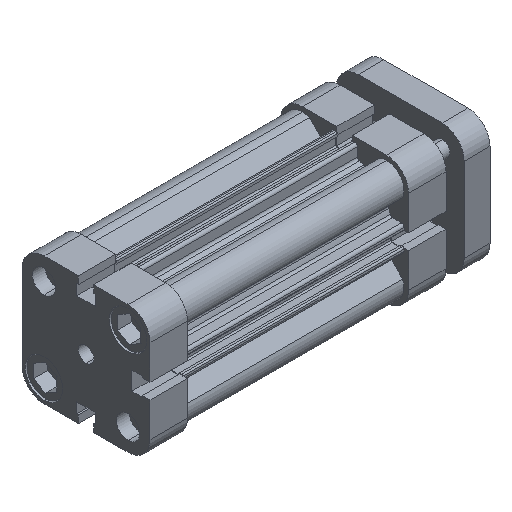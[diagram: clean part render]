
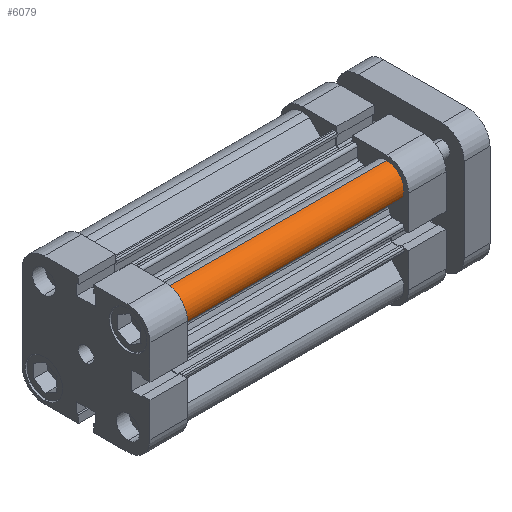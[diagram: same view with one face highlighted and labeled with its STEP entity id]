
A CAD part, isometric view. The second image highlights one B-rep face of the part: STEP entity #6079.
In plain terms, the highlighted cylindrical face has radius 6.75 mm (diameter 13.5 mm), a partial arc.
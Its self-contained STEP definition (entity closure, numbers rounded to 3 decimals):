
#1278 = EDGE_LOOP ( 'NONE', ( #9604, #9603, #9602, #9601 ) ) ;
#2731 = DIRECTION ( 'NONE',  ( -1., 0., 0. ) ) ;
#2732 = DIRECTION ( 'NONE',  ( 0., 0., -1. ) ) ;
#2733 = CARTESIAN_POINT ( 'NONE',  ( -16.25, -16.25, 85.5 ) ) ;
#2770 = CARTESIAN_POINT ( 'NONE',  ( -13.633, -22.472, 0. ) ) ;
#2838 = CARTESIAN_POINT ( 'NONE',  ( -13.633, -22.472, 85.5 ) ) ;
#2848 = CARTESIAN_POINT ( 'NONE',  ( -23., -16.25, 85.5 ) ) ;
#2886 = CARTESIAN_POINT ( 'NONE',  ( -23., -16.25, 0. ) ) ;
#4243 = CARTESIAN_POINT ( 'NONE',  ( -16.25, -16.25, 85.5 ) ) ;
#4263 = DIRECTION ( 'NONE',  ( 0., 0., 1. ) ) ;
#4264 = DIRECTION ( 'NONE',  ( -1., 0., 0. ) ) ;
#4265 = CARTESIAN_POINT ( 'NONE',  ( -13.633, -22.472, 85.5 ) ) ;
#4266 = DIRECTION ( 'NONE',  ( 0., 0., -1. ) ) ;
#4327 = CARTESIAN_POINT ( 'NONE',  ( -16.25, -16.25, 0. ) ) ;
#4336 = DIRECTION ( 'NONE',  ( 0., 0., 1. ) ) ;
#4337 = DIRECTION ( 'NONE',  ( -1., 0., 0. ) ) ;
#4362 = CARTESIAN_POINT ( 'NONE',  ( -23., -16.25, 85.5 ) ) ;
#4363 = DIRECTION ( 'NONE',  ( 0., 0., -1. ) ) ;
#4655 = LINE ( 'NONE', #4265, #4669 ) ;
#4669 = VECTOR ( 'NONE', #4266, 1000. ) ;
#4673 = CIRCLE ( 'NONE', #8453, 6.75 ) ;
#4712 = CIRCLE ( 'NONE', #8469, 6.75 ) ;
#4723 = LINE ( 'NONE', #4362, #4724 ) ;
#4724 = VECTOR ( 'NONE', #4363, 1000. ) ;
#6079 = ADVANCED_FACE ( 'NONE', ( #10682 ), #10685, .T. ) ;
#6123 = VERTEX_POINT ( 'NONE', #2770 ) ;
#6192 = VERTEX_POINT ( 'NONE', #2838 ) ;
#6202 = VERTEX_POINT ( 'NONE', #2848 ) ;
#6240 = VERTEX_POINT ( 'NONE', #2886 ) ;
#7940 = EDGE_CURVE ( 'NONE', #6202, #6192, #4673, .T. ) ;
#7941 = EDGE_CURVE ( 'NONE', #6192, #6123, #4655, .T. ) ;
#7968 = EDGE_CURVE ( 'NONE', #6240, #6123, #4712, .T. ) ;
#7978 = EDGE_CURVE ( 'NONE', #6202, #6240, #4723, .T. ) ;
#8329 = AXIS2_PLACEMENT_3D ( 'NONE', #2733, #2732, #2731 ) ;
#8453 = AXIS2_PLACEMENT_3D ( 'NONE', #4243, #4263, #4264 ) ;
#8469 = AXIS2_PLACEMENT_3D ( 'NONE', #4327, #4336, #4337 ) ;
#9601 = ORIENTED_EDGE ( 'NONE', *, *, #7941, .F. ) ;
#9602 = ORIENTED_EDGE ( 'NONE', *, *, #7968, .T. ) ;
#9603 = ORIENTED_EDGE ( 'NONE', *, *, #7978, .T. ) ;
#9604 = ORIENTED_EDGE ( 'NONE', *, *, #7940, .F. ) ;
#10682 = FACE_OUTER_BOUND ( 'NONE', #1278, .T. ) ;
#10685 = CYLINDRICAL_SURFACE ( 'NONE', #8329, 6.75 ) ;
